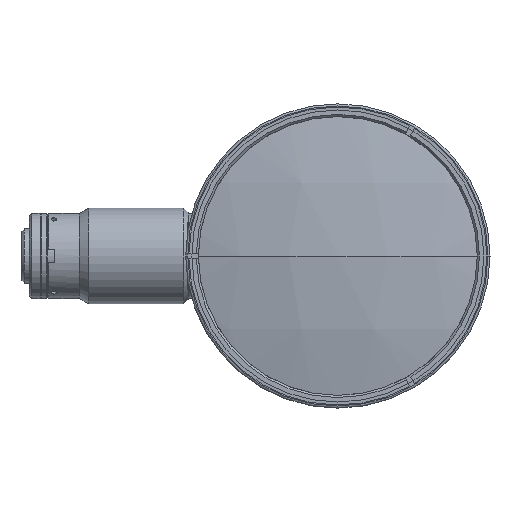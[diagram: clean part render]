
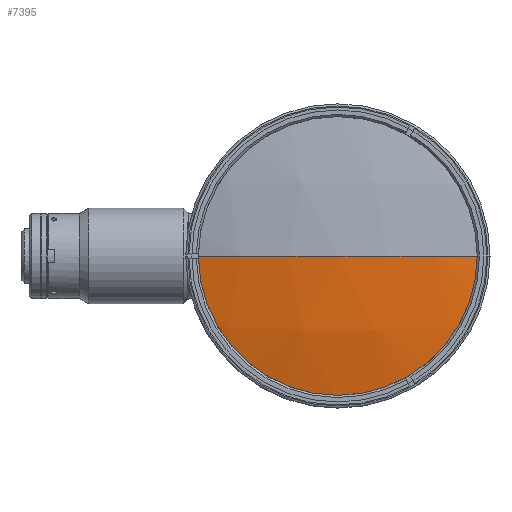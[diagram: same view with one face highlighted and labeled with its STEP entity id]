
A CAD part, left-side view. The second image highlights one B-rep face of the part: STEP entity #7395.
In plain terms, the highlighted spherical face has radius 300.64 mm.
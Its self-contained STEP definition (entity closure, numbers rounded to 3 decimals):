
#177 = ORIENTED_EDGE ( 'NONE', *, *, #1103, .T. ) ;
#822 = EDGE_LOOP ( 'NONE', ( #4415, #177, #8279 ) ) ;
#868 = EDGE_CURVE ( 'NONE', #3984, #3794, #8255, .T. ) ;
#939 = VERTEX_POINT ( 'NONE', #8103 ) ;
#1103 = EDGE_CURVE ( 'NONE', #3794, #939, #7713, .T. ) ;
#1641 = AXIS2_PLACEMENT_3D ( 'NONE', #8879, #5585, #5582 ) ;
#3066 = SPHERICAL_SURFACE ( 'NONE', #7184, 300.64 ) ;
#3794 = VERTEX_POINT ( 'NONE', #5900 ) ;
#3901 = EDGE_CURVE ( 'NONE', #3984, #939, #8299, .T. ) ;
#3984 = VERTEX_POINT ( 'NONE', #5490 ) ;
#4415 = ORIENTED_EDGE ( 'NONE', *, *, #868, .T. ) ;
#5490 = CARTESIAN_POINT ( 'NONE',  ( -271.002, 69.14, 0. ) ) ;
#5582 = DIRECTION ( 'NONE',  ( 0., -1., 0. ) ) ;
#5585 = DIRECTION ( 'NONE',  ( 0., 0., 1. ) ) ;
#5900 = CARTESIAN_POINT ( 'NONE',  ( -271.002, -67.86, 0. ) ) ;
#6037 = DIRECTION ( 'NONE',  ( 0., 1., 0. ) ) ;
#6044 = DIRECTION ( 'NONE',  ( 0., 0., -1. ) ) ;
#6054 = CARTESIAN_POINT ( 'NONE',  ( 21.73, 0.64, 0. ) ) ;
#7079 = DIRECTION ( 'NONE',  ( 0., 1., 0. ) ) ;
#7087 = DIRECTION ( 'NONE',  ( 0., 0., -1. ) ) ;
#7184 = AXIS2_PLACEMENT_3D ( 'NONE', #7212, #7087, #7079 ) ;
#7212 = CARTESIAN_POINT ( 'NONE',  ( 21.73, 0.64, 0. ) ) ;
#7324 = AXIS2_PLACEMENT_3D ( 'NONE', #6054, #6044, #6037 ) ;
#7395 = ADVANCED_FACE ( 'NONE', ( #7762 ), #3066, .T. ) ;
#7686 = AXIS2_PLACEMENT_3D ( 'NONE', #8501, #8471, #8442 ) ;
#7713 = CIRCLE ( 'NONE', #7324, 300.64 ) ;
#7762 = FACE_OUTER_BOUND ( 'NONE', #822, .T. ) ;
#8103 = CARTESIAN_POINT ( 'NONE',  ( -278.91, 0.64, 0. ) ) ;
#8255 = CIRCLE ( 'NONE', #7686, 68.5 ) ;
#8279 = ORIENTED_EDGE ( 'NONE', *, *, #3901, .F. ) ;
#8299 = CIRCLE ( 'NONE', #1641, 300.64 ) ;
#8442 = DIRECTION ( 'NONE',  ( 0., 0., 1. ) ) ;
#8471 = DIRECTION ( 'NONE',  ( -1., 0., 0. ) ) ;
#8501 = CARTESIAN_POINT ( 'NONE',  ( -271.002, 0.64, 0. ) ) ;
#8879 = CARTESIAN_POINT ( 'NONE',  ( 21.73, 0.64, 0. ) ) ;
